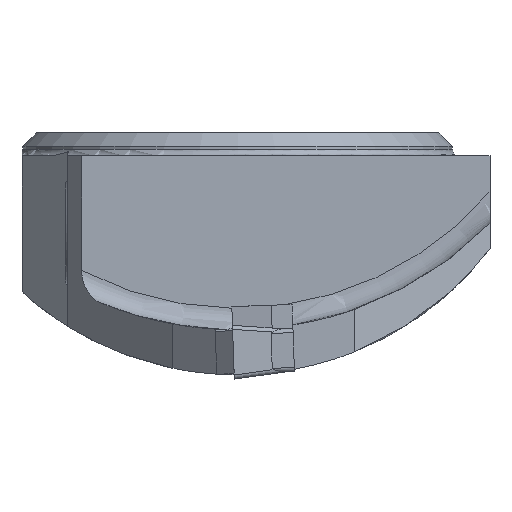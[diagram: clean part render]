
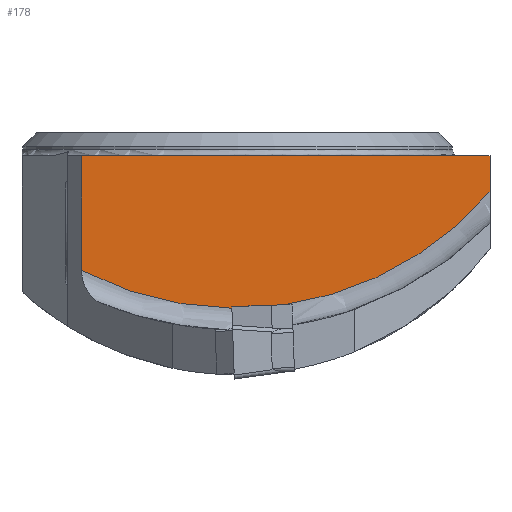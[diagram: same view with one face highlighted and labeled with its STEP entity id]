
A CAD part, left-side view. The second image highlights one B-rep face of the part: STEP entity #178.
In plain terms, the highlighted planar face has unit normal (-1, 0, 0).
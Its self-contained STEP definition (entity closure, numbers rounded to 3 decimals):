
#126=PLANE('',#1808);
#178=ADVANCED_FACE('CL_R_SU3',(#295),#126,.F.);
#295=FACE_OUTER_BOUND('',#383,.T.);
#383=EDGE_LOOP('',(#851,#852,#853,#854,#855,#856,#857));
#552=LINE('',#2567,#671);
#557=LINE('',#2578,#676);
#558=LINE('',#2582,#677);
#559=LINE('',#2584,#678);
#560=LINE('',#2588,#679);
#671=VECTOR('',#2027,1.);
#676=VECTOR('',#2038,1.);
#677=VECTOR('',#2041,1.);
#678=VECTOR('',#2042,1.);
#679=VECTOR('',#2045,1.);
#851=ORIENTED_EDGE('',*,*,#1473,.F.);
#852=ORIENTED_EDGE('',*,*,#1474,.T.);
#853=ORIENTED_EDGE('',*,*,#1475,.F.);
#854=ORIENTED_EDGE('',*,*,#1476,.T.);
#855=ORIENTED_EDGE('',*,*,#1477,.T.);
#856=ORIENTED_EDGE('',*,*,#1478,.T.);
#857=ORIENTED_EDGE('',*,*,#1467,.F.);
#1298=VERTEX_POINT('',#2566);
#1299=VERTEX_POINT('',#2568);
#1302=VERTEX_POINT('',#2579);
#1303=VERTEX_POINT('',#2581);
#1304=VERTEX_POINT('',#2583);
#1305=VERTEX_POINT('',#2585);
#1306=VERTEX_POINT('',#2587);
#1467=EDGE_CURVE('',#1298,#1299,#552,.T.);
#1473=EDGE_CURVE('',#1302,#1298,#557,.T.);
#1474=EDGE_CURVE('',#1302,#1303,#1665,.T.);
#1475=EDGE_CURVE('',#1304,#1303,#558,.T.);
#1476=EDGE_CURVE('',#1304,#1305,#559,.T.);
#1477=EDGE_CURVE('',#1305,#1306,#1666,.T.);
#1478=EDGE_CURVE('',#1306,#1299,#560,.T.);
#1665=CIRCLE('',#1806,24.925);
#1666=CIRCLE('',#1807,24.925);
#1806=AXIS2_PLACEMENT_3D('',#2580,#2039,#2040);
#1807=AXIS2_PLACEMENT_3D('',#2586,#2043,#2044);
#1808=AXIS2_PLACEMENT_3D('',#2589,#2046,#2047);
#2027=DIRECTION('',(0.,-1.,0.));
#2038=DIRECTION('',(0.,0.,1.));
#2039=DIRECTION('',(-1.,0.,0.));
#2040=DIRECTION('',(0.,0.,-1.));
#2041=DIRECTION('',(0.,-0.035,-0.999));
#2042=DIRECTION('',(0.,-0.999,0.035));
#2043=DIRECTION('',(-1.,0.,0.));
#2044=DIRECTION('',(0.,0.,-1.));
#2045=DIRECTION('',(0.,0.,1.));
#2046=DIRECTION('',(1.,0.,0.));
#2047=DIRECTION('',(0.,0.,-1.));
#2566=CARTESIAN_POINT('',(-21.5,11.613,-1.375));
#2567=CARTESIAN_POINT('',(-21.5,0.,-1.375));
#2568=CARTESIAN_POINT('',(-21.5,-18.8,-1.375));
#2578=CARTESIAN_POINT('',(-21.5,11.613,-103.54));
#2579=CARTESIAN_POINT('',(-21.5,11.613,-9.908));
#2580=CARTESIAN_POINT('',(-21.5,0.1,12.199));
#2581=CARTESIAN_POINT('',(-21.5,0.424,-12.724));
#2582=CARTESIAN_POINT('',(-21.5,0.309,-16.001));
#2583=CARTESIAN_POINT('',(-21.5,0.428,-12.603));
#2584=CARTESIAN_POINT('',(-21.5,-0.439,-12.573));
#2585=CARTESIAN_POINT('',(-21.5,-3.489,-12.467));
#2586=CARTESIAN_POINT('',(-21.5,0.1,12.199));
#2587=CARTESIAN_POINT('',(-21.5,-18.8,-4.051));
#2588=CARTESIAN_POINT('',(-21.5,-18.8,-103.54));
#2589=CARTESIAN_POINT('',(-21.5,-2.748,-103.54));
